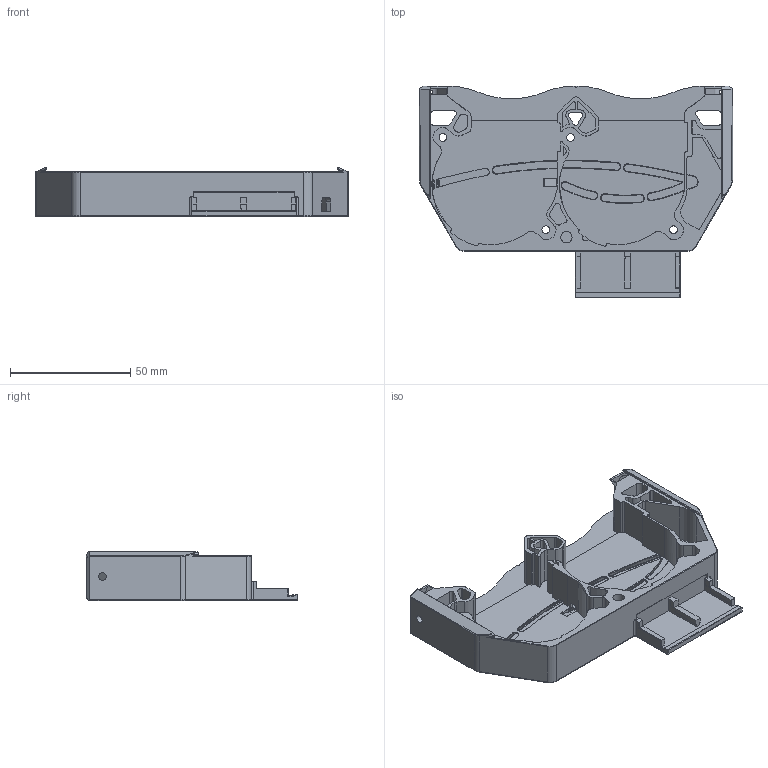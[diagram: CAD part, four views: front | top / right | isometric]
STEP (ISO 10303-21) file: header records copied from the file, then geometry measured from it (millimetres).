
FILE_DESCRIPTION(/* description */ (''),/* implementation_level */ '2;1');
FILE_NAME(/* name */ 'Duo_Plenum_wago.step',/* time_stamp */ '2022-09-30T11:42:49-05:00',/* author */ ('ChainsDD'),/* organization */ (''),/* preprocessor_version */ 'ST-DEVELOPER v19',/* originating_system */ 'Autodesk Translation Framework v11.7.0.108',/* authorisation */ '');
FILE_SCHEMA (('AUTOMOTIVE_DESIGN { 1 0 10303 214 3 1 1 }'));
Length unit declared in the file: millimetre
Products named in the file (1): Duo_Plenum_wago
Bounding box: 130 x 87.81 x 20.49 mm (x, y, z)
Volume: 47056.5 mm3; surface area: 38131.7 mm2
Topology: 1 solids, 2 shells, 719 faces, 1991 edges, 1281 vertices
Faces by surface type: plane 317, cylinder 260, bspline 75, torus 37, cone 25, sphere 5
Full cylindrical faces by diameter (mm): 1.5 x2, 3.2 x6, 4.7 x1, 5 x3, 6 x8, 6.2 x4
Entity records: 26295 total; most frequent: CARTESIAN_POINT 7844, ORIENTED_EDGE 3974, DIRECTION 3761, EDGE_CURVE 1987, AXIS2_PLACEMENT_3D 1318, VERTEX_POINT 1281, LINE 1125, VECTOR 1125
